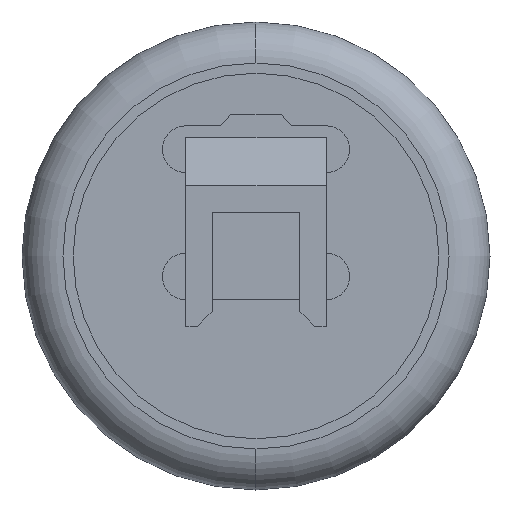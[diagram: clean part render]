
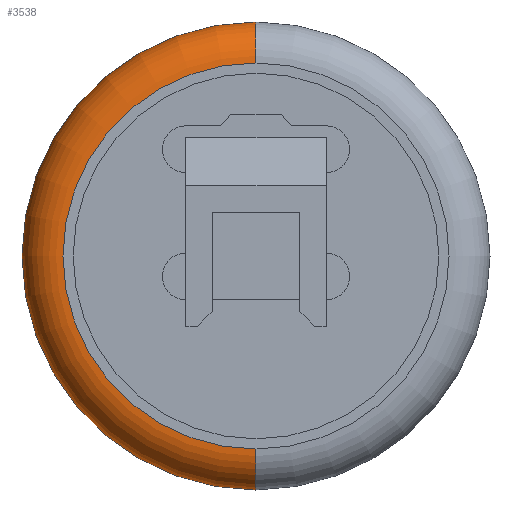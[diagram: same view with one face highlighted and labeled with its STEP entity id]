
A CAD part, left-side view. The second image highlights one B-rep face of the part: STEP entity #3538.
In plain terms, the highlighted toroidal (fillet/blend) face has major radius 66 mm and minor radius 14 mm.
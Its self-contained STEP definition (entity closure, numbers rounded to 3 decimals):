
#2060 = AXIS2_PLACEMENT_3D ( 'NONE', #2120, #2119, #2065 ) ;
#2062 = CARTESIAN_POINT ( 'NONE',  ( 25., 0., -57.34 ) ) ;
#2065 = DIRECTION ( 'NONE',  ( 0., 0., 1. ) ) ;
#2066 = TOROIDAL_SURFACE ( 'NONE', #2078, 66., 14. ) ;
#2078 = AXIS2_PLACEMENT_3D ( 'NONE', #2121, #2113, #2112 ) ;
#2079 = CIRCLE ( 'NONE', #2060, 57.34 ) ;
#2112 = DIRECTION ( 'NONE',  ( 0., 0., 1. ) ) ;
#2113 = DIRECTION ( 'NONE',  ( -1., 0., 0. ) ) ;
#2119 = DIRECTION ( 'NONE',  ( -1., 0., 0. ) ) ;
#2120 = CARTESIAN_POINT ( 'NONE',  ( 25., 0., 0. ) ) ;
#2121 = CARTESIAN_POINT ( 'NONE',  ( 14., 0., 0. ) ) ;
#2122 = FACE_OUTER_BOUND ( 'NONE', #3540, .T. ) ;
#2123 = CARTESIAN_POINT ( 'NONE',  ( 25., 0., 57.34 ) ) ;
#2172 = CARTESIAN_POINT ( 'NONE',  ( 14., 0., -66. ) ) ;
#2176 = CIRCLE ( 'NONE', #2203, 14. ) ;
#2183 = CIRCLE ( 'NONE', #2207, 66. ) ;
#2197 = CARTESIAN_POINT ( 'NONE',  ( 0., 0., 66. ) ) ;
#2203 = AXIS2_PLACEMENT_3D ( 'NONE', #2172, #2237, #2236 ) ;
#2204 = DIRECTION ( 'NONE',  ( 0., 0., 1. ) ) ;
#2205 = DIRECTION ( 'NONE',  ( -1., 0., 0. ) ) ;
#2206 = CARTESIAN_POINT ( 'NONE',  ( 0., 0., 0. ) ) ;
#2207 = AXIS2_PLACEMENT_3D ( 'NONE', #2206, #2205, #2204 ) ;
#2236 = DIRECTION ( 'NONE',  ( 0., 0., 1. ) ) ;
#2237 = DIRECTION ( 'NONE',  ( 0., 1., 0. ) ) ;
#2278 = DIRECTION ( 'NONE',  ( 0., 0., -1. ) ) ;
#2284 = CARTESIAN_POINT ( 'NONE',  ( 0., 0., -66. ) ) ;
#2304 = DIRECTION ( 'NONE',  ( 0., -1., 0. ) ) ;
#2305 = CARTESIAN_POINT ( 'NONE',  ( 14., 0., 66. ) ) ;
#2306 = AXIS2_PLACEMENT_3D ( 'NONE', #2305, #2304, #2278 ) ;
#2309 = CIRCLE ( 'NONE', #2306, 14. ) ;
#3535 = EDGE_CURVE ( 'NONE', #3536, #3542, #2079, .T. ) ;
#3536 = VERTEX_POINT ( 'NONE', #2123 ) ;
#3538 = ADVANCED_FACE ( 'NONE', ( #2122 ), #2066, .T. ) ;
#3539 = ORIENTED_EDGE ( 'NONE', *, *, #3603, .T. ) ;
#3540 = EDGE_LOOP ( 'NONE', ( #3541, #3539, #3711, #3637 ) ) ;
#3541 = ORIENTED_EDGE ( 'NONE', *, *, #3535, .T. ) ;
#3542 = VERTEX_POINT ( 'NONE', #2062 ) ;
#3598 = EDGE_CURVE ( 'NONE', #3609, #3638, #2183, .T. ) ;
#3603 = EDGE_CURVE ( 'NONE', #3542, #3638, #2176, .T. ) ;
#3609 = VERTEX_POINT ( 'NONE', #2197 ) ;
#3637 = ORIENTED_EDGE ( 'NONE', *, *, #3643, .F. ) ;
#3638 = VERTEX_POINT ( 'NONE', #2284 ) ;
#3643 = EDGE_CURVE ( 'NONE', #3536, #3609, #2309, .T. ) ;
#3711 = ORIENTED_EDGE ( 'NONE', *, *, #3598, .F. ) ;
